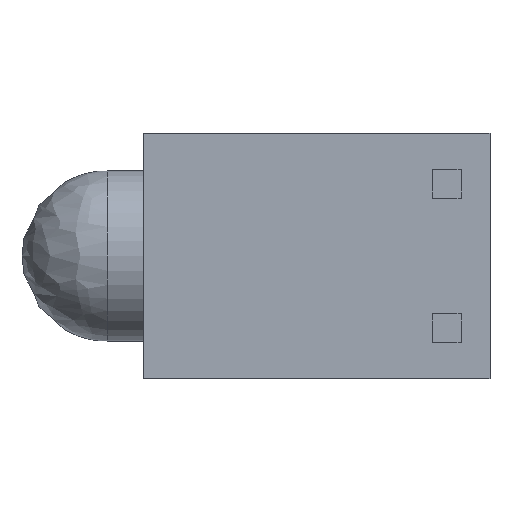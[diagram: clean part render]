
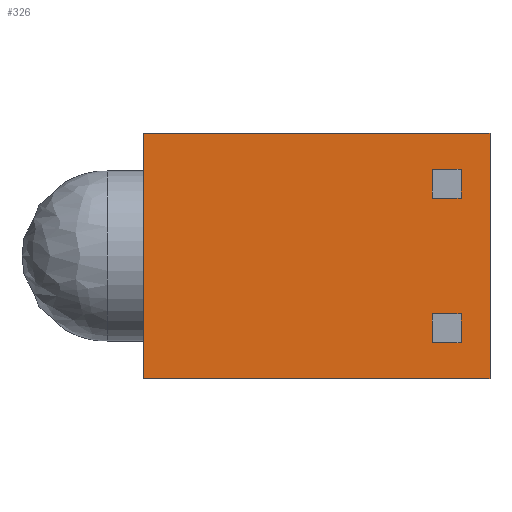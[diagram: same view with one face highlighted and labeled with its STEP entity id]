
A CAD part, front view. The second image highlights one B-rep face of the part: STEP entity #326.
In plain terms, the highlighted planar face has unit normal (0, -1, 0).
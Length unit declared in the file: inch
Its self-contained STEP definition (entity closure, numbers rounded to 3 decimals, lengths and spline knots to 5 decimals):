
#10 = ORIENTED_EDGE ( 'NONE', *, *, #531, .F. ) ;
#11 = EDGE_CURVE ( 'NONE', #489, #562, #50, .T. ) ;
#13 = DIRECTION ( 'NONE',  ( 1., 0., 0. ) ) ;
#20 = DIRECTION ( 'NONE',  ( -1., 0., 0. ) ) ;
#25 = AXIS2_PLACEMENT_3D ( 'NONE', #81, #322, #415 ) ;
#26 = VERTEX_POINT ( 'NONE', #480 ) ;
#30 = CARTESIAN_POINT ( 'NONE',  ( 0.24, 0., 0.17 ) ) ;
#48 = LINE ( 'NONE', #532, #580 ) ;
#50 = LINE ( 'NONE', #442, #309 ) ;
#54 = EDGE_CURVE ( 'NONE', #552, #220, #383, .T. ) ;
#55 = ORIENTED_EDGE ( 'NONE', *, *, #54, .F. ) ;
#56 = CARTESIAN_POINT ( 'NONE',  ( 0.22, 0., 0.145 ) ) ;
#60 = EDGE_CURVE ( 'NONE', #26, #489, #239, .T. ) ;
#63 = VERTEX_POINT ( 'NONE', #291 ) ;
#72 = VERTEX_POINT ( 'NONE', #56 ) ;
#80 = EDGE_CURVE ( 'NONE', #268, #72, #433, .T. ) ;
#81 = CARTESIAN_POINT ( 'NONE',  ( 0., 0., 0. ) ) ;
#97 = EDGE_CURVE ( 'NONE', #72, #63, #48, .T. ) ;
#103 = CARTESIAN_POINT ( 'NONE',  ( 0.24, 0., 0.085 ) ) ;
#108 = CARTESIAN_POINT ( 'NONE',  ( 0.22, 0., 0.125 ) ) ;
#111 = CARTESIAN_POINT ( 'NONE',  ( 0.2, 0., 0.035 ) ) ;
#113 = EDGE_LOOP ( 'NONE', ( #293, #364, #320, #452 ) ) ;
#115 = LINE ( 'NONE', #163, #493 ) ;
#126 = CARTESIAN_POINT ( 'NONE',  ( 0.24, 0., 0. ) ) ;
#144 = CARTESIAN_POINT ( 'NONE',  ( 0.22, 0., 0.085 ) ) ;
#145 = EDGE_CURVE ( 'NONE', #63, #500, #260, .T. ) ;
#146 = LINE ( 'NONE', #111, #337 ) ;
#151 = LINE ( 'NONE', #222, #227 ) ;
#153 = LINE ( 'NONE', #210, #427 ) ;
#154 = DIRECTION ( 'NONE',  ( 0., 0., 1. ) ) ;
#163 = CARTESIAN_POINT ( 'NONE',  ( 0.21, 0., 0.125 ) ) ;
#174 = ORIENTED_EDGE ( 'NONE', *, *, #238, .F. ) ;
#199 = DIRECTION ( 'NONE',  ( 0., 0., -1. ) ) ;
#210 = CARTESIAN_POINT ( 'NONE',  ( 0., 0., 0.085 ) ) ;
#211 = CARTESIAN_POINT ( 'NONE',  ( 0.2, 0., 0.135 ) ) ;
#212 = ORIENTED_EDGE ( 'NONE', *, *, #145, .F. ) ;
#215 = FACE_BOUND ( 'NONE', #366, .T. ) ;
#220 = VERTEX_POINT ( 'NONE', #30 ) ;
#222 = CARTESIAN_POINT ( 'NONE',  ( 0.12, 0., 0. ) ) ;
#227 = VECTOR ( 'NONE', #20, 39.37008 ) ;
#237 = DIRECTION ( 'NONE',  ( -1., 0., 0. ) ) ;
#238 = EDGE_CURVE ( 'NONE', #500, #268, #115, .T. ) ;
#239 = LINE ( 'NONE', #144, #578 ) ;
#244 = DIRECTION ( 'NONE',  ( 1., 0., 0. ) ) ;
#246 = ORIENTED_EDGE ( 'NONE', *, *, #80, .F. ) ;
#256 = EDGE_CURVE ( 'NONE', #384, #604, #151, .T. ) ;
#260 = LINE ( 'NONE', #211, #605 ) ;
#268 = VERTEX_POINT ( 'NONE', #108 ) ;
#288 = CARTESIAN_POINT ( 'NONE',  ( 0.21, 0., 0.025 ) ) ;
#291 = CARTESIAN_POINT ( 'NONE',  ( 0.2, 0., 0.145 ) ) ;
#293 = ORIENTED_EDGE ( 'NONE', *, *, #488, .F. ) ;
#303 = LINE ( 'NONE', #103, #323 ) ;
#309 = VECTOR ( 'NONE', #382, 39.37008 ) ;
#313 = ORIENTED_EDGE ( 'NONE', *, *, #256, .F. ) ;
#317 = ORIENTED_EDGE ( 'NONE', *, *, #97, .F. ) ;
#320 = ORIENTED_EDGE ( 'NONE', *, *, #11, .F. ) ;
#322 = DIRECTION ( 'NONE',  ( 0., 1., 0. ) ) ;
#323 = VECTOR ( 'NONE', #386, 39.37008 ) ;
#326 = ADVANCED_FACE ( 'NONE', ( #547, #215, #428 ), #509, .F. ) ;
#337 = VECTOR ( 'NONE', #495, 39.37008 ) ;
#352 = DIRECTION ( 'NONE',  ( 1., 0., 0. ) ) ;
#364 = ORIENTED_EDGE ( 'NONE', *, *, #566, .F. ) ;
#366 = EDGE_LOOP ( 'NONE', ( #174, #212, #317, #246 ) ) ;
#382 = DIRECTION ( 'NONE',  ( -1., 0., 0. ) ) ;
#383 = LINE ( 'NONE', #485, #466 ) ;
#384 = VERTEX_POINT ( 'NONE', #126 ) ;
#386 = DIRECTION ( 'NONE',  ( 0., 0., -1. ) ) ;
#388 = VECTOR ( 'NONE', #154, 39.37008 ) ;
#392 = CARTESIAN_POINT ( 'NONE',  ( 0.22, 0., 0.085 ) ) ;
#403 = CARTESIAN_POINT ( 'NONE',  ( 0.2, 0., 0.025 ) ) ;
#408 = EDGE_LOOP ( 'NONE', ( #10, #55, #420, #313 ) ) ;
#415 = DIRECTION ( 'NONE',  ( 0., 0., 1. ) ) ;
#420 = ORIENTED_EDGE ( 'NONE', *, *, #583, .T. ) ;
#423 = LINE ( 'NONE', #288, #555 ) ;
#427 = VECTOR ( 'NONE', #199, 39.37008 ) ;
#428 = FACE_OUTER_BOUND ( 'NONE', #408, .T. ) ;
#433 = LINE ( 'NONE', #392, #388 ) ;
#442 = CARTESIAN_POINT ( 'NONE',  ( 0.21, 0., 0.045 ) ) ;
#445 = CARTESIAN_POINT ( 'NONE',  ( 0., 0., 0. ) ) ;
#452 = ORIENTED_EDGE ( 'NONE', *, *, #60, .F. ) ;
#466 = VECTOR ( 'NONE', #13, 39.37008 ) ;
#480 = CARTESIAN_POINT ( 'NONE',  ( 0.22, 0., 0.025 ) ) ;
#485 = CARTESIAN_POINT ( 'NONE',  ( 0.12, 0., 0.17 ) ) ;
#488 = EDGE_CURVE ( 'NONE', #608, #26, #423, .T. ) ;
#489 = VERTEX_POINT ( 'NONE', #577 ) ;
#493 = VECTOR ( 'NONE', #352, 39.37008 ) ;
#495 = DIRECTION ( 'NONE',  ( 0., 0., -1. ) ) ;
#498 = CARTESIAN_POINT ( 'NONE',  ( 0., 0., 0.17 ) ) ;
#500 = VERTEX_POINT ( 'NONE', #558 ) ;
#502 = DIRECTION ( 'NONE',  ( 0., 0., -1. ) ) ;
#509 = PLANE ( 'NONE',  #25 ) ;
#530 = DIRECTION ( 'NONE',  ( 0., 0., 1. ) ) ;
#531 = EDGE_CURVE ( 'NONE', #220, #384, #303, .T. ) ;
#532 = CARTESIAN_POINT ( 'NONE',  ( 0.21, 0., 0.145 ) ) ;
#547 = FACE_BOUND ( 'NONE', #113, .T. ) ;
#552 = VERTEX_POINT ( 'NONE', #498 ) ;
#555 = VECTOR ( 'NONE', #244, 39.37008 ) ;
#558 = CARTESIAN_POINT ( 'NONE',  ( 0.2, 0., 0.125 ) ) ;
#562 = VERTEX_POINT ( 'NONE', #591 ) ;
#566 = EDGE_CURVE ( 'NONE', #562, #608, #146, .T. ) ;
#577 = CARTESIAN_POINT ( 'NONE',  ( 0.22, 0., 0.045 ) ) ;
#578 = VECTOR ( 'NONE', #530, 39.37008 ) ;
#580 = VECTOR ( 'NONE', #237, 39.37008 ) ;
#583 = EDGE_CURVE ( 'NONE', #552, #604, #153, .T. ) ;
#591 = CARTESIAN_POINT ( 'NONE',  ( 0.2, 0., 0.045 ) ) ;
#604 = VERTEX_POINT ( 'NONE', #445 ) ;
#605 = VECTOR ( 'NONE', #502, 39.37008 ) ;
#608 = VERTEX_POINT ( 'NONE', #403 ) ;
